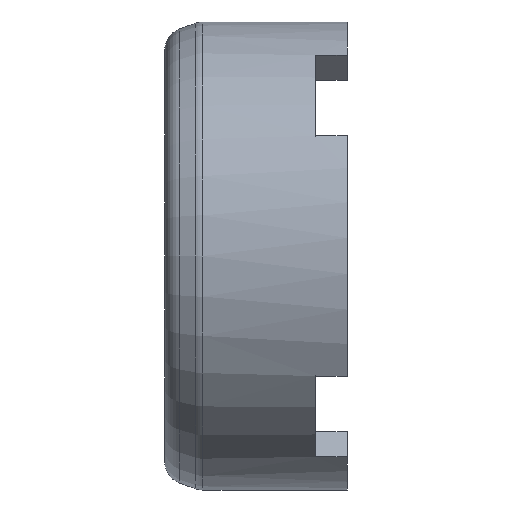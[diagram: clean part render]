
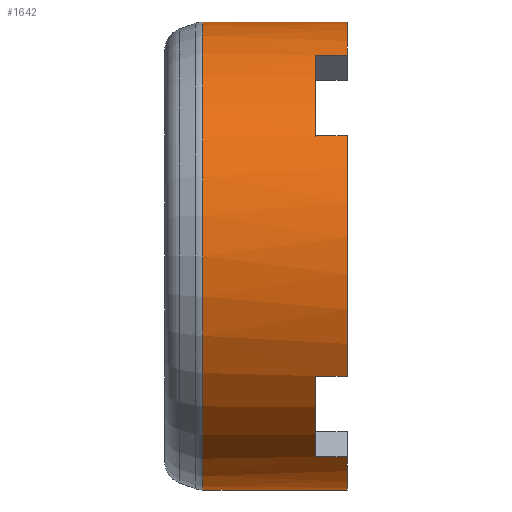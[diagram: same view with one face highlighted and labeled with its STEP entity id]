
A CAD part, left-side view. The second image highlights one B-rep face of the part: STEP entity #1642.
In plain terms, the highlighted cylindrical face has radius 10.25 mm (diameter 20.5 mm), a partial arc.
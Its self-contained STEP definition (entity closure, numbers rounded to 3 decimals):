
#33 = DIRECTION ( 'NONE',  ( 0., 1., 0. ) ) ;
#57 = ORIENTED_EDGE ( 'NONE', *, *, #852, .F. ) ;
#108 = VECTOR ( 'NONE', #2359, 1000. ) ;
#123 = EDGE_CURVE ( 'NONE', #1607, #1205, #231, .T. ) ;
#130 = CARTESIAN_POINT ( 'NONE',  ( 0., 0., 10.25 ) ) ;
#231 = CIRCLE ( 'NONE', #1022, 10.25 ) ;
#241 = EDGE_CURVE ( 'NONE', #1786, #600, #1222, .T. ) ;
#301 = VERTEX_POINT ( 'NONE', #733 ) ;
#350 = DIRECTION ( 'NONE',  ( 0., 1., 0. ) ) ;
#423 = ORIENTED_EDGE ( 'NONE', *, *, #598, .F. ) ;
#491 = CARTESIAN_POINT ( 'NONE',  ( 0., 6.324, 0. ) ) ;
#517 = EDGE_CURVE ( 'NONE', #1834, #1090, #2150, .T. ) ;
#526 = VECTOR ( 'NONE', #545, 1000. ) ;
#545 = DIRECTION ( 'NONE',  ( 0., -1., 0. ) ) ;
#550 = DIRECTION ( 'NONE',  ( 0., -1., 0. ) ) ;
#560 = DIRECTION ( 'NONE',  ( 0., 0., -1. ) ) ;
#562 = ORIENTED_EDGE ( 'NONE', *, *, #1499, .T. ) ;
#570 = AXIS2_PLACEMENT_3D ( 'NONE', #1596, #33, #2373 ) ;
#598 = EDGE_CURVE ( 'NONE', #1834, #710, #1520, .T. ) ;
#600 = VERTEX_POINT ( 'NONE', #2183 ) ;
#607 = CIRCLE ( 'NONE', #570, 10.25 ) ;
#627 = CARTESIAN_POINT ( 'NONE',  ( 0., 0., 0. ) ) ;
#666 = DIRECTION ( 'NONE',  ( 0., -1., 0. ) ) ;
#671 = CARTESIAN_POINT ( 'NONE',  ( 0., 6.324, -10.25 ) ) ;
#683 = ORIENTED_EDGE ( 'NONE', *, *, #1311, .F. ) ;
#710 = VERTEX_POINT ( 'NONE', #1268 ) ;
#733 = CARTESIAN_POINT ( 'NONE',  ( 0., 0., -10.25 ) ) ;
#783 = CARTESIAN_POINT ( 'NONE',  ( 0., 1.4, 0. ) ) ;
#793 = ORIENTED_EDGE ( 'NONE', *, *, #2001, .T. ) ;
#794 = DIRECTION ( 'NONE',  ( 0., 0., -1. ) ) ;
#805 = AXIS2_PLACEMENT_3D ( 'NONE', #2074, #350, #1510 ) ;
#817 = DIRECTION ( 'NONE',  ( 0., 1., 0. ) ) ;
#852 = EDGE_CURVE ( 'NONE', #710, #600, #1710, .T. ) ;
#868 = CARTESIAN_POINT ( 'NONE',  ( -5.261, 1.4, -8.797 ) ) ;
#895 = VERTEX_POINT ( 'NONE', #130 ) ;
#905 = ORIENTED_EDGE ( 'NONE', *, *, #123, .F. ) ;
#919 = VERTEX_POINT ( 'NONE', #671 ) ;
#950 = AXIS2_PLACEMENT_3D ( 'NONE', #1983, #1021, #1413 ) ;
#971 = VECTOR ( 'NONE', #550, 1000. ) ;
#1021 = DIRECTION ( 'NONE',  ( 0., -1., 0. ) ) ;
#1022 = AXIS2_PLACEMENT_3D ( 'NONE', #783, #1159, #794 ) ;
#1075 = LINE ( 'NONE', #2002, #2180 ) ;
#1090 = VERTEX_POINT ( 'NONE', #2091 ) ;
#1142 = CARTESIAN_POINT ( 'NONE',  ( 0., 8., -10.25 ) ) ;
#1159 = DIRECTION ( 'NONE',  ( 0., -1., 0. ) ) ;
#1163 = CARTESIAN_POINT ( 'NONE',  ( -5.261, 1.4, 8.797 ) ) ;
#1200 = EDGE_CURVE ( 'NONE', #2151, #919, #1849, .T. ) ;
#1205 = VERTEX_POINT ( 'NONE', #868 ) ;
#1208 = AXIS2_PLACEMENT_3D ( 'NONE', #1868, #1695, #560 ) ;
#1222 = CIRCLE ( 'NONE', #2075, 10.25 ) ;
#1268 = CARTESIAN_POINT ( 'NONE',  ( -8.797, 1.4, 5.261 ) ) ;
#1311 = EDGE_CURVE ( 'NONE', #2151, #895, #2315, .T. ) ;
#1318 = DIRECTION ( 'NONE',  ( 0., -1., 0. ) ) ;
#1320 = CARTESIAN_POINT ( 'NONE',  ( -5.261, 0., -8.797 ) ) ;
#1340 = ORIENTED_EDGE ( 'NONE', *, *, #517, .T. ) ;
#1413 = DIRECTION ( 'NONE',  ( 0., 0., -1. ) ) ;
#1414 = EDGE_CURVE ( 'NONE', #919, #301, #2285, .T. ) ;
#1426 = VECTOR ( 'NONE', #2159, 1000. ) ;
#1499 = EDGE_CURVE ( 'NONE', #1090, #895, #607, .T. ) ;
#1510 = DIRECTION ( 'NONE',  ( 0., 0., 1. ) ) ;
#1520 = CIRCLE ( 'NONE', #950, 10.25 ) ;
#1565 = ORIENTED_EDGE ( 'NONE', *, *, #1200, .T. ) ;
#1585 = CARTESIAN_POINT ( 'NONE',  ( -5.261, 1.4, 8.797 ) ) ;
#1596 = CARTESIAN_POINT ( 'NONE',  ( 0., 0., 0. ) ) ;
#1607 = VERTEX_POINT ( 'NONE', #2195 ) ;
#1642 = ADVANCED_FACE ( 'NONE', ( #2252 ), #2110, .T. ) ;
#1686 = CARTESIAN_POINT ( 'NONE',  ( 0., 8., 10.25 ) ) ;
#1695 = DIRECTION ( 'NONE',  ( 0., -1., 0. ) ) ;
#1710 = LINE ( 'NONE', #2496, #1426 ) ;
#1725 = ORIENTED_EDGE ( 'NONE', *, *, #1414, .T. ) ;
#1758 = EDGE_CURVE ( 'NONE', #301, #2459, #2219, .T. ) ;
#1776 = AXIS2_PLACEMENT_3D ( 'NONE', #491, #666, #1808 ) ;
#1779 = DIRECTION ( 'NONE',  ( 0., 0., 1. ) ) ;
#1786 = VERTEX_POINT ( 'NONE', #2335 ) ;
#1808 = DIRECTION ( 'NONE',  ( 0., 0., 1. ) ) ;
#1834 = VERTEX_POINT ( 'NONE', #1163 ) ;
#1849 = CIRCLE ( 'NONE', #1776, 10.25 ) ;
#1860 = ORIENTED_EDGE ( 'NONE', *, *, #2130, .F. ) ;
#1868 = CARTESIAN_POINT ( 'NONE',  ( 0., 8., 0. ) ) ;
#1888 = EDGE_LOOP ( 'NONE', ( #683, #1565, #1725, #2163, #1860, #905, #793, #2133, #57, #423, #1340, #562 ) ) ;
#1983 = CARTESIAN_POINT ( 'NONE',  ( 0., 1.4, 0. ) ) ;
#2001 = EDGE_CURVE ( 'NONE', #1607, #1786, #1075, .T. ) ;
#2002 = CARTESIAN_POINT ( 'NONE',  ( -8.797, 1.4, -5.261 ) ) ;
#2055 = CARTESIAN_POINT ( 'NONE',  ( 0., 6.324, 10.25 ) ) ;
#2074 = CARTESIAN_POINT ( 'NONE',  ( 0., 0., 0. ) ) ;
#2075 = AXIS2_PLACEMENT_3D ( 'NONE', #627, #817, #1779 ) ;
#2084 = LINE ( 'NONE', #2281, #526 ) ;
#2091 = CARTESIAN_POINT ( 'NONE',  ( -5.261, 0., 8.797 ) ) ;
#2110 = CYLINDRICAL_SURFACE ( 'NONE', #1208, 10.25 ) ;
#2130 = EDGE_CURVE ( 'NONE', #1205, #2459, #2084, .T. ) ;
#2133 = ORIENTED_EDGE ( 'NONE', *, *, #241, .T. ) ;
#2141 = VECTOR ( 'NONE', #1318, 1000. ) ;
#2150 = LINE ( 'NONE', #1585, #108 ) ;
#2151 = VERTEX_POINT ( 'NONE', #2055 ) ;
#2159 = DIRECTION ( 'NONE',  ( 0., -1., 0. ) ) ;
#2163 = ORIENTED_EDGE ( 'NONE', *, *, #1758, .T. ) ;
#2180 = VECTOR ( 'NONE', #2182, 1000. ) ;
#2182 = DIRECTION ( 'NONE',  ( 0., -1., 0. ) ) ;
#2183 = CARTESIAN_POINT ( 'NONE',  ( -8.797, 0., 5.261 ) ) ;
#2195 = CARTESIAN_POINT ( 'NONE',  ( -8.797, 1.4, -5.261 ) ) ;
#2219 = CIRCLE ( 'NONE', #805, 10.25 ) ;
#2252 = FACE_OUTER_BOUND ( 'NONE', #1888, .T. ) ;
#2281 = CARTESIAN_POINT ( 'NONE',  ( -5.261, 1.4, -8.797 ) ) ;
#2285 = LINE ( 'NONE', #1142, #2141 ) ;
#2315 = LINE ( 'NONE', #1686, #971 ) ;
#2335 = CARTESIAN_POINT ( 'NONE',  ( -8.797, 0., -5.261 ) ) ;
#2359 = DIRECTION ( 'NONE',  ( 0., -1., 0. ) ) ;
#2373 = DIRECTION ( 'NONE',  ( 0., 0., 1. ) ) ;
#2459 = VERTEX_POINT ( 'NONE', #1320 ) ;
#2496 = CARTESIAN_POINT ( 'NONE',  ( -8.797, 1.4, 5.261 ) ) ;
